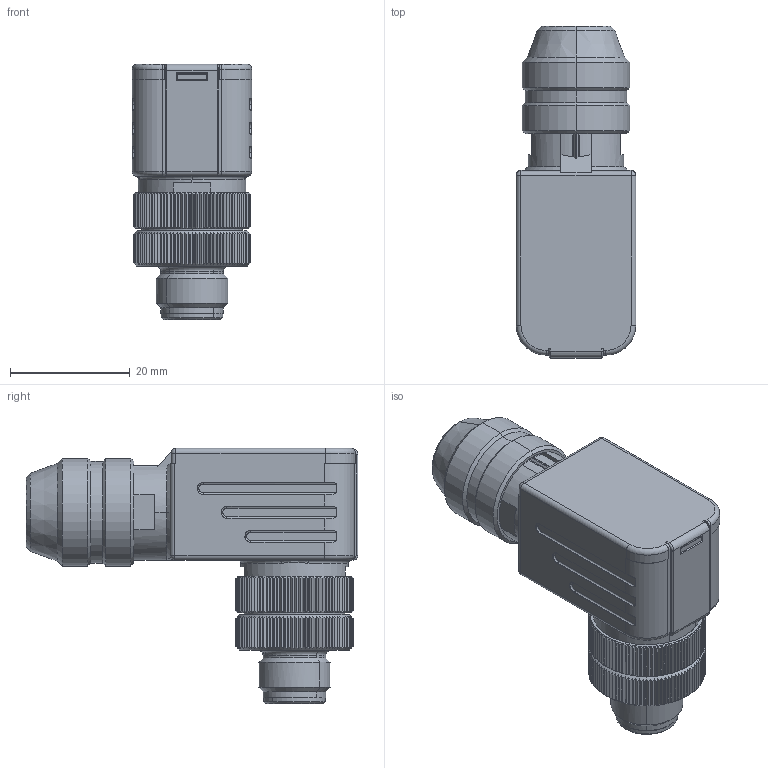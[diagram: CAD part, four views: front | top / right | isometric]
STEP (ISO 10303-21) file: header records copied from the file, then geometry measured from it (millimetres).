
FILE_DESCRIPTION(('CATIA V5 STEP Exchange','CAx-IF Rec.Pracs.--- Model Styling and Organization---1.4--- 2014-01-23'),'2;1');
FILE_NAME ('257219-2_0', '2022-04-20T09:25:31+00:00', ('none'), ('Weidmueller'), 'CATIA Version 5-6 Release 2016 SP3 HF44', 'CATIA V5 STEP AP214', 'none');
FILE_SCHEMA(('AUTOMOTIVE_DESIGN { 1 0 10303 214 1 1 1 1 }'));
Length unit declared in the file: millimetre
Products named in the file (1): 1508190000
Bounding box: 20 x 55.5 x 42.7 mm (x, y, z)
Volume: 21179.8 mm3; surface area: 8346.5 mm2
Topology: 7 solids, 7 shells, 1189 faces, 2974 edges, 1795 vertices
Faces by surface type: plane 518, cylinder 345, cone 262, torus 30, sphere 24, revolution 6, bspline 4
Entity records: 37031 total; most frequent: CARTESIAN_POINT 11144, ORIENTED_EDGE 5908, DIRECTION 4299, EDGE_CURVE 2954, AXIS2_PLACEMENT_3D 2074, VERTEX_POINT 1795, EDGE_LOOP 1215, ADVANCED_FACE 1189
